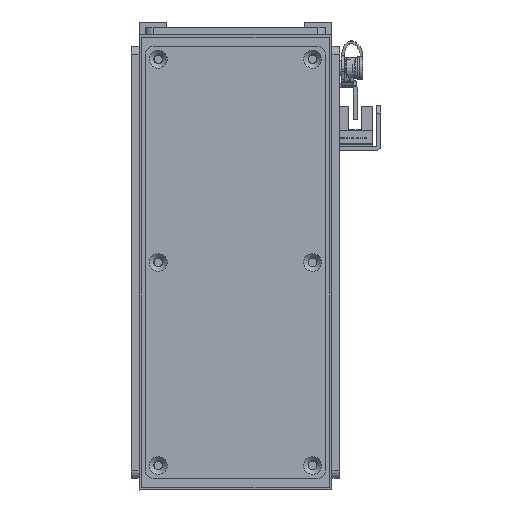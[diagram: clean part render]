
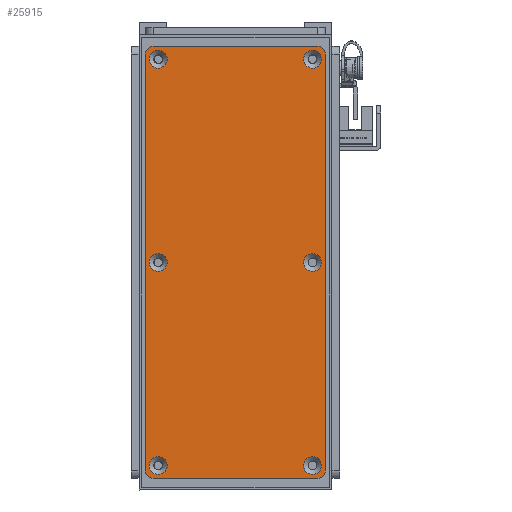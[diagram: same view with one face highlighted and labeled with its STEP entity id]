
A CAD part, left-side view. The second image highlights one B-rep face of the part: STEP entity #25915.
In plain terms, the highlighted face is planar.
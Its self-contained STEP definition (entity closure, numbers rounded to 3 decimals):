
#1084=FACE_BOUND('',#5499,.T.);
#1085=FACE_BOUND('',#5500,.T.);
#1086=FACE_BOUND('',#5501,.T.);
#1087=FACE_BOUND('',#5502,.T.);
#1088=FACE_BOUND('',#5503,.T.);
#1089=FACE_BOUND('',#5504,.T.);
#1746=PLANE('',#29072);
#3691=FACE_OUTER_BOUND('',#5498,.T.);
#5498=EDGE_LOOP('',(#24245,#24246,#24247,#24248,#24249,#24250,#24251,#24252));
#5499=EDGE_LOOP('',(#24253));
#5500=EDGE_LOOP('',(#24254));
#5501=EDGE_LOOP('',(#24255));
#5502=EDGE_LOOP('',(#24256));
#5503=EDGE_LOOP('',(#24257));
#5504=EDGE_LOOP('',(#24258));
#7651=LINE('',#45296,#9799);
#7654=LINE('',#45304,#9802);
#7657=LINE('',#45312,#9805);
#7660=LINE('',#45319,#9808);
#9799=VECTOR('',#36610,10.);
#9802=VECTOR('',#36619,10.);
#9805=VECTOR('',#36628,10.);
#9808=VECTOR('',#36637,10.);
#11106=CIRCLE('',#29026,3.45);
#11109=CIRCLE('',#29031,3.45);
#11112=CIRCLE('',#29036,3.45);
#11115=CIRCLE('',#29041,3.45);
#11118=CIRCLE('',#29046,3.45);
#11121=CIRCLE('',#29051,3.45);
#11128=CIRCLE('',#29061,3.);
#11129=CIRCLE('',#29064,3.);
#11130=CIRCLE('',#29067,3.);
#11131=CIRCLE('',#29070,3.);
#13490=VERTEX_POINT('',#45212);
#13493=VERTEX_POINT('',#45222);
#13496=VERTEX_POINT('',#45232);
#13499=VERTEX_POINT('',#45242);
#13502=VERTEX_POINT('',#45252);
#13505=VERTEX_POINT('',#45262);
#13516=VERTEX_POINT('',#45289);
#13517=VERTEX_POINT('',#45291);
#13518=VERTEX_POINT('',#45295);
#13519=VERTEX_POINT('',#45299);
#13520=VERTEX_POINT('',#45303);
#13521=VERTEX_POINT('',#45307);
#13522=VERTEX_POINT('',#45311);
#13523=VERTEX_POINT('',#45315);
#17057=EDGE_CURVE('',#13490,#13490,#11106,.T.);
#17062=EDGE_CURVE('',#13493,#13493,#11109,.T.);
#17067=EDGE_CURVE('',#13496,#13496,#11112,.T.);
#17072=EDGE_CURVE('',#13499,#13499,#11115,.T.);
#17077=EDGE_CURVE('',#13502,#13502,#11118,.T.);
#17082=EDGE_CURVE('',#13505,#13505,#11121,.T.);
#17096=EDGE_CURVE('',#13517,#13516,#11128,.T.);
#17098=EDGE_CURVE('',#13518,#13517,#7651,.T.);
#17100=EDGE_CURVE('',#13519,#13518,#11129,.T.);
#17102=EDGE_CURVE('',#13520,#13519,#7654,.T.);
#17104=EDGE_CURVE('',#13521,#13520,#11130,.T.);
#17106=EDGE_CURVE('',#13522,#13521,#7657,.T.);
#17108=EDGE_CURVE('',#13523,#13522,#11131,.T.);
#17110=EDGE_CURVE('',#13516,#13523,#7660,.T.);
#24245=ORIENTED_EDGE('',*,*,#17110,.T.);
#24246=ORIENTED_EDGE('',*,*,#17108,.T.);
#24247=ORIENTED_EDGE('',*,*,#17106,.T.);
#24248=ORIENTED_EDGE('',*,*,#17104,.T.);
#24249=ORIENTED_EDGE('',*,*,#17102,.T.);
#24250=ORIENTED_EDGE('',*,*,#17100,.T.);
#24251=ORIENTED_EDGE('',*,*,#17098,.T.);
#24252=ORIENTED_EDGE('',*,*,#17096,.T.);
#24253=ORIENTED_EDGE('',*,*,#17057,.T.);
#24254=ORIENTED_EDGE('',*,*,#17062,.T.);
#24255=ORIENTED_EDGE('',*,*,#17067,.T.);
#24256=ORIENTED_EDGE('',*,*,#17072,.T.);
#24257=ORIENTED_EDGE('',*,*,#17077,.T.);
#24258=ORIENTED_EDGE('',*,*,#17082,.T.);
#25915=ADVANCED_FACE('',(#3691,#1084,#1085,#1086,#1087,#1088,#1089),#1746,
 .T.);
#29026=AXIS2_PLACEMENT_3D('',#45213,#36518,#36519);
#29031=AXIS2_PLACEMENT_3D('',#45223,#36530,#36531);
#29036=AXIS2_PLACEMENT_3D('',#45233,#36542,#36543);
#29041=AXIS2_PLACEMENT_3D('',#45243,#36554,#36555);
#29046=AXIS2_PLACEMENT_3D('',#45253,#36566,#36567);
#29051=AXIS2_PLACEMENT_3D('',#45263,#36578,#36579);
#29061=AXIS2_PLACEMENT_3D('',#45292,#36605,#36606);
#29064=AXIS2_PLACEMENT_3D('',#45300,#36614,#36615);
#29067=AXIS2_PLACEMENT_3D('',#45308,#36623,#36624);
#29070=AXIS2_PLACEMENT_3D('',#45316,#36632,#36633);
#29072=AXIS2_PLACEMENT_3D('',#45320,#36638,#36639);
#36518=DIRECTION('center_axis',(0.,0.,-1.));
#36519=DIRECTION('ref_axis',(1.,0.,0.));
#36530=DIRECTION('center_axis',(0.,0.,-1.));
#36531=DIRECTION('ref_axis',(1.,0.,0.));
#36542=DIRECTION('center_axis',(0.,0.,-1.));
#36543=DIRECTION('ref_axis',(1.,0.,0.));
#36554=DIRECTION('center_axis',(0.,0.,-1.));
#36555=DIRECTION('ref_axis',(1.,0.,0.));
#36566=DIRECTION('center_axis',(0.,0.,-1.));
#36567=DIRECTION('ref_axis',(1.,0.,0.));
#36578=DIRECTION('center_axis',(0.,0.,-1.));
#36579=DIRECTION('ref_axis',(1.,0.,0.));
#36605=DIRECTION('center_axis',(0.,0.,1.));
#36606=DIRECTION('ref_axis',(-1.,0.,0.));
#36610=DIRECTION('',(0.,1.,0.));
#36614=DIRECTION('center_axis',(0.,0.,1.));
#36615=DIRECTION('ref_axis',(0.,1.,0.));
#36619=DIRECTION('',(1.,0.,0.));
#36623=DIRECTION('center_axis',(0.,0.,1.));
#36624=DIRECTION('ref_axis',(1.,0.,0.));
#36628=DIRECTION('',(0.,-1.,0.));
#36632=DIRECTION('center_axis',(0.,0.,1.));
#36633=DIRECTION('ref_axis',(0.,-1.,0.));
#36637=DIRECTION('',(-1.,0.,0.));
#36638=DIRECTION('center_axis',(0.,0.,1.));
#36639=DIRECTION('ref_axis',(1.,0.,0.));
#45212=CARTESIAN_POINT('',(-3.45,30.,1.5));
#45213=CARTESIAN_POINT('Origin',(0.,30.,1.5));
#45222=CARTESIAN_POINT('',(75.55,-30.,1.5));
#45223=CARTESIAN_POINT('Origin',(79.,-30.,1.5));
#45232=CARTESIAN_POINT('',(-82.45,30.,1.5));
#45233=CARTESIAN_POINT('Origin',(-79.,30.,1.5));
#45242=CARTESIAN_POINT('',(75.55,30.,1.5));
#45243=CARTESIAN_POINT('Origin',(79.,30.,1.5));
#45252=CARTESIAN_POINT('',(-82.45,-30.,1.5));
#45253=CARTESIAN_POINT('Origin',(-79.,-30.,1.5));
#45262=CARTESIAN_POINT('',(-3.45,-30.,1.5));
#45263=CARTESIAN_POINT('Origin',(0.,-30.,1.5));
#45289=CARTESIAN_POINT('',(81.,35.,1.5));
#45291=CARTESIAN_POINT('',(84.,32.,1.5));
#45292=CARTESIAN_POINT('Origin',(81.,32.,1.5));
#45295=CARTESIAN_POINT('',(84.,-32.,1.5));
#45296=CARTESIAN_POINT('',(84.,32.,1.5));
#45299=CARTESIAN_POINT('',(81.,-35.,1.5));
#45300=CARTESIAN_POINT('Origin',(81.,-32.,1.5));
#45303=CARTESIAN_POINT('',(-81.,-35.,1.5));
#45304=CARTESIAN_POINT('',(81.,-35.,1.5));
#45307=CARTESIAN_POINT('',(-84.,-32.,1.5));
#45308=CARTESIAN_POINT('Origin',(-81.,-32.,1.5));
#45311=CARTESIAN_POINT('',(-84.,32.,1.5));
#45312=CARTESIAN_POINT('',(-84.,-32.,1.5));
#45315=CARTESIAN_POINT('',(-81.,35.,1.5));
#45316=CARTESIAN_POINT('Origin',(-81.,32.,1.5));
#45319=CARTESIAN_POINT('',(-81.,35.,1.5));
#45320=CARTESIAN_POINT('Origin',(0.,0.,
1.5));
